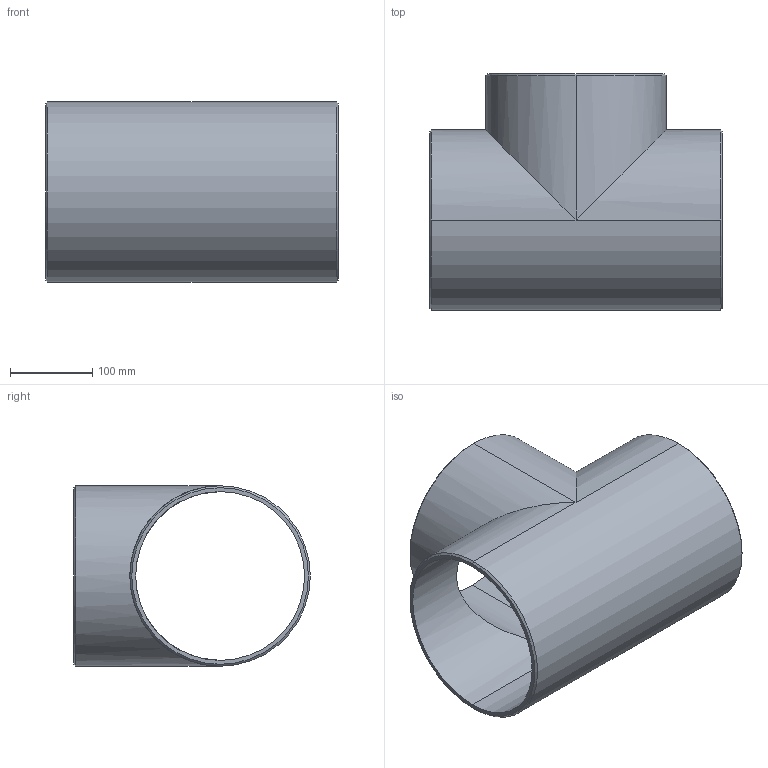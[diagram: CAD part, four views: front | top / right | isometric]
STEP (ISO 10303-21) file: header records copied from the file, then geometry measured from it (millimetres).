
FILE_DESCRIPTION (( 'STEP AP203' ), '1' );
FILE_NAME ('Tee Inch 8 Sch30.STEP', '2025-05-10T02:26:11', '' );
FILE_SCHEMA (( 'CONFIG_CONTROL_DESIGN' ));
Length unit declared in the file: inch
Products named in the file (1): Tee Inch 8 Sch30
Bounding box: 355.6 x 287.34 x 219.07 mm (x, y, z)
Volume: 1861419 mm3; surface area: 541800.9 mm2
Topology: 1 solids, 1 shells, 19 faces, 40 edges, 22 vertices
Faces by surface type: cylinder 10, cone 6, plane 3
Entity records: 587 total; most frequent: DIRECTION 94, CARTESIAN_POINT 94, ORIENTED_EDGE 80, EDGE_CURVE 40, AXIS2_PLACEMENT_3D 38, EDGE_LOOP 22, VERTEX_POINT 22, ADVANCED_FACE 19
